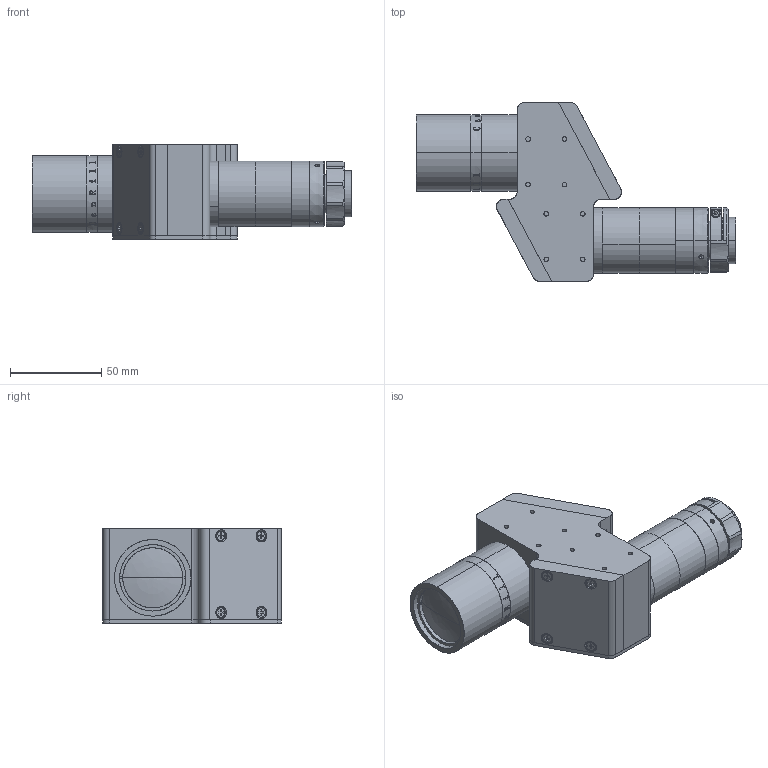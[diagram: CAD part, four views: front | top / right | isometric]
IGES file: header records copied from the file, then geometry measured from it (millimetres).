
Start section: SolidWorks IGES file using analytic representation for surfaces
Global section: file name: XF-MH08X251.IGS; native system: SolidWorks 2014; preprocessor: SolidWorks 2014; author: canrill-02; date: 200414.101311; units: millimetre
Bounding box: 175.38 x 98 x 52 mm (x, y, z)
Surface area: 47360.6 mm2 (no closed solid volume)
Topology: 0 solids, 0 shells, 443 faces, 8098 edges, 8095 vertices
Faces by surface type: bspline 223, revolution 220
